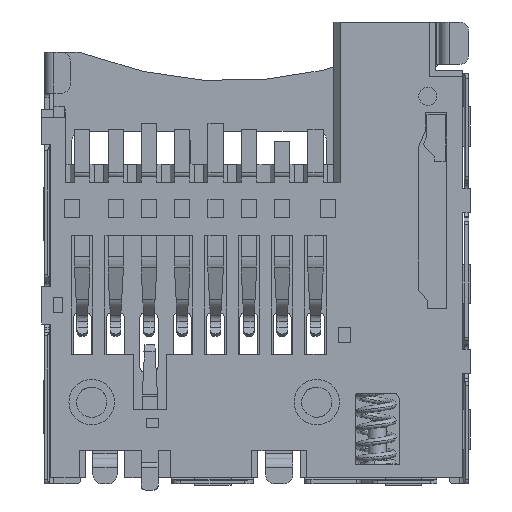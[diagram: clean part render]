
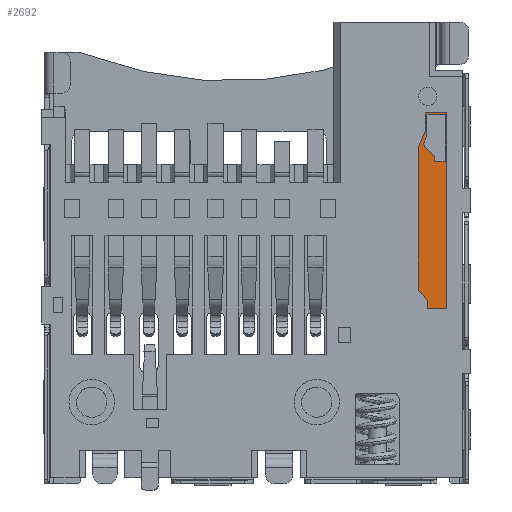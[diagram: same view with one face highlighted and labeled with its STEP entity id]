
A CAD part, front view. The second image highlights one B-rep face of the part: STEP entity #2692.
In plain terms, the highlighted planar face has unit normal (0, -1, 0).
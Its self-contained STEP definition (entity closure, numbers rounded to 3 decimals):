
#2692=ADVANCED_FACE('NONE',(#5923,#5924),#5925,.T.);
#5923=FACE_OUTER_BOUND('',#13670,.T.);
#5924=FACE_BOUND('',#13671,.T.);
#5925=PLANE('',#13672);
#13670=EDGE_LOOP('',(#22770,#22771,#22772,#22773,#22774,#22775,#22776,#22777));
#13671=EDGE_LOOP('',(#22778,#22779,#22780,#22781,#22782,#22783,#22784));
#13672=AXIS2_PLACEMENT_3D('',#22785,#22786,#22787);
#22770=ORIENTED_EDGE('',*,*,#29390,.F.);
#22771=ORIENTED_EDGE('',*,*,#29393,.F.);
#22772=ORIENTED_EDGE('',*,*,#29371,.T.);
#22773=ORIENTED_EDGE('',*,*,#29375,.F.);
#22774=ORIENTED_EDGE('',*,*,#29378,.F.);
#22775=ORIENTED_EDGE('',*,*,#29381,.F.);
#22776=ORIENTED_EDGE('',*,*,#29385,.T.);
#22777=ORIENTED_EDGE('',*,*,#29388,.T.);
#22778=ORIENTED_EDGE('',*,*,#30057,.T.);
#22779=ORIENTED_EDGE('',*,*,#30058,.T.);
#22780=ORIENTED_EDGE('',*,*,#30059,.T.);
#22781=ORIENTED_EDGE('',*,*,#30060,.T.);
#22782=ORIENTED_EDGE('',*,*,#30061,.T.);
#22783=ORIENTED_EDGE('',*,*,#30062,.T.);
#22784=ORIENTED_EDGE('',*,*,#30063,.T.);
#22785=CARTESIAN_POINT('',(4.92,0.5,-5.225));
#22786=DIRECTION('',(0.,-1.0,0.));
#22787=DIRECTION('',(0.,0.,-1.0));
#29371=EDGE_CURVE('NONE',#35532,#35533,#35534,.T.);
#29375=EDGE_CURVE('NONE',#35538,#35533,#35539,.T.);
#29378=EDGE_CURVE('NONE',#35542,#35538,#35543,.T.);
#29381=EDGE_CURVE('NONE',#35546,#35542,#35547,.T.);
#29385=EDGE_CURVE('NONE',#35546,#35550,#35552,.T.);
#29388=EDGE_CURVE('NONE',#35550,#35554,#35556,.T.);
#29390=EDGE_CURVE('NONE',#35558,#35554,#35559,.T.);
#29393=EDGE_CURVE('NONE',#35532,#35558,#35562,.T.);
#30057=EDGE_CURVE('NONE',#36517,#36518,#36519,.T.);
#30058=EDGE_CURVE('NONE',#36518,#36520,#36521,.T.);
#30059=EDGE_CURVE('NONE',#36520,#36522,#36523,.T.);
#30060=EDGE_CURVE('NONE',#36522,#36524,#36525,.T.);
#30061=EDGE_CURVE('NONE',#36524,#36526,#36527,.T.);
#30062=EDGE_CURVE('NONE',#36526,#36528,#36529,.T.);
#30063=EDGE_CURVE('NONE',#36528,#36517,#36530,.T.);
#35532=VERTEX_POINT('NONE',#45814);
#35533=VERTEX_POINT('NONE',#45815);
#35534=LINE('',#45816,#45817);
#35538=VERTEX_POINT('NONE',#45823);
#35539=LINE('',#45824,#45825);
#35542=VERTEX_POINT('NONE',#45829);
#35543=LINE('',#45830,#45831);
#35546=VERTEX_POINT('NONE',#45835);
#35547=LINE('',#45836,#45837);
#35550=VERTEX_POINT('NONE',#45841);
#35552=LINE('',#45844,#45845);
#35554=VERTEX_POINT('NONE',#45847);
#35556=LINE('',#45850,#45851);
#35558=VERTEX_POINT('NONE',#45853);
#35559=LINE('',#45854,#45855);
#35562=LINE('',#45859,#45860);
#36517=VERTEX_POINT('NONE',#47369);
#36518=VERTEX_POINT('NONE',#47370);
#36519=LINE('',#47371,#47372);
#36520=VERTEX_POINT('NONE',#47373);
#36521=LINE('',#47374,#47375);
#36522=VERTEX_POINT('NONE',#47376);
#36523=LINE('',#47377,#47378);
#36524=VERTEX_POINT('NONE',#47379);
#36525=LINE('',#47380,#47381);
#36526=VERTEX_POINT('NONE',#47382);
#36527=LINE('',#47383,#47384);
#36528=VERTEX_POINT('NONE',#47385);
#36529=LINE('',#47386,#47387);
#36530=LINE('',#47388,#47389);
#45814=CARTESIAN_POINT('',(5.56,0.5,-3.6));
#45815=CARTESIAN_POINT('',(5.33,0.5,-4.15));
#45816=CARTESIAN_POINT('',(5.56,0.5,-3.6));
#45817=VECTOR('',#53345,1000.0);
#45823=CARTESIAN_POINT('',(5.33,0.5,-8.85));
#45824=CARTESIAN_POINT('',(5.33,0.5,-6.5));
#45825=VECTOR('',#53348,1000.0);
#45829=CARTESIAN_POINT('',(5.65,0.5,-9.2));
#45830=CARTESIAN_POINT('',(5.49,0.5,-9.025));
#45831=VECTOR('',#53350,1000.0);
#45835=CARTESIAN_POINT('',(5.65,0.5,-9.47));
#45836=CARTESIAN_POINT('',(5.65,0.5,-9.335));
#45837=VECTOR('',#53352,1000.0);
#45841=CARTESIAN_POINT('',(6.28,0.5,-9.47));
#45844=CARTESIAN_POINT('',(5.965,0.5,-9.47));
#45845=VECTOR('',#53355,1000.0);
#45847=CARTESIAN_POINT('',(6.28,0.5,-3.0));
#45850=CARTESIAN_POINT('',(6.28,0.5,-6.235));
#45851=VECTOR('',#53357,1000.0);
#45853=CARTESIAN_POINT('',(5.56,0.5,-3.0));
#45854=CARTESIAN_POINT('',(5.8,0.5,-3.0));
#45855=VECTOR('',#53358,1000.0);
#45859=CARTESIAN_POINT('',(5.56,0.5,-3.3));
#45860=VECTOR('',#53360,1000.0);
#47369=CARTESIAN_POINT('',(6.22,0.5,-4.6));
#47370=CARTESIAN_POINT('',(5.87,0.5,-4.6));
#47371=CARTESIAN_POINT('',(4.92,0.5,-4.6));
#47372=VECTOR('',#53837,1000.0);
#47373=CARTESIAN_POINT('',(5.87,0.5,-4.45));
#47374=CARTESIAN_POINT('',(5.87,0.5,-5.225));
#47375=VECTOR('',#53838,1000.0);
#47376=CARTESIAN_POINT('',(5.49,0.5,-4.04));
#47377=CARTESIAN_POINT('',(5.87,0.5,-4.45));
#47378=VECTOR('',#53839,1000.0);
#47379=CARTESIAN_POINT('',(5.62,0.5,-3.75));
#47380=CARTESIAN_POINT('',(5.49,0.5,-4.04));
#47381=VECTOR('',#53840,1000.0);
#47382=CARTESIAN_POINT('',(5.62,0.5,-3.05));
#47383=CARTESIAN_POINT('',(5.62,0.5,-5.225));
#47384=VECTOR('',#53841,1000.0);
#47385=CARTESIAN_POINT('',(6.22,0.5,-3.05));
#47386=CARTESIAN_POINT('',(4.92,0.5,-3.05));
#47387=VECTOR('',#53842,1000.0);
#47388=CARTESIAN_POINT('',(6.22,0.5,-5.225));
#47389=VECTOR('',#53843,1000.0);
#53345=DIRECTION('',(-0.386,0.,-0.923));
#53348=DIRECTION('',(0.,0.,1.0));
#53350=DIRECTION('',(-0.675,0.,0.738));
#53352=DIRECTION('',(0.,0.,1.0));
#53355=DIRECTION('',(1.0,0.,0.0));
#53357=DIRECTION('',(0.,0.,1.0));
#53358=DIRECTION('',(1.0,0.,0.0));
#53360=DIRECTION('',(0.,0.,1.0));
#53837=DIRECTION('',(-1.0,0.,-0.0));
#53838=DIRECTION('',(0.,0.,1.0));
#53839=DIRECTION('',(-0.68,0.,0.733));
#53840=DIRECTION('',(0.409,0.,0.913));
#53841=DIRECTION('',(0.,0.,1.0));
#53842=DIRECTION('',(1.0,0.,0.0));
#53843=DIRECTION('',(0.,0.,-1.0));
